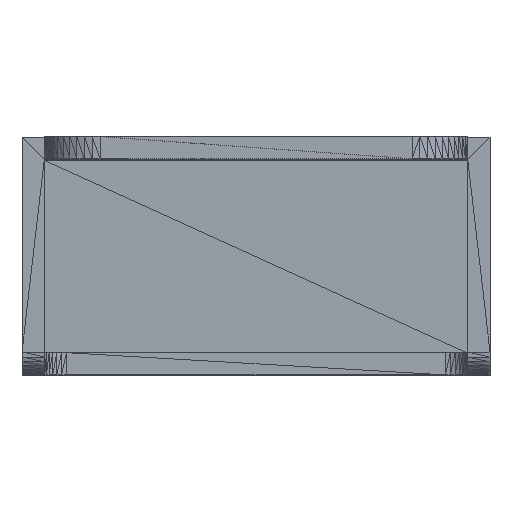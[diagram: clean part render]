
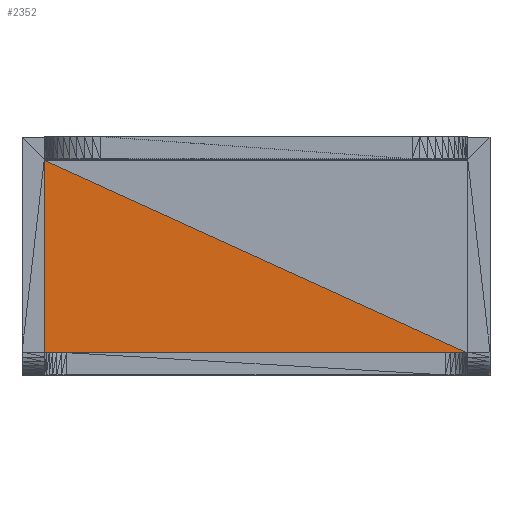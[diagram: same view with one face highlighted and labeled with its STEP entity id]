
A CAD part, top view. The second image highlights one B-rep face of the part: STEP entity #2352.
In plain terms, the highlighted planar face has unit normal (0, 0, 1).
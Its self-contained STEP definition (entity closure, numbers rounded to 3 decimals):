
#2352 = ADVANCED_FACE('',(#2353),#2367,.T.);
#2353 = FACE_BOUND('',#2354,.T.);
#2354 = EDGE_LOOP('',(#2355,#2389,#2416));
#2355 = ORIENTED_EDGE('',*,*,#2356,.T.);
#2356 = EDGE_CURVE('',#2357,#2359,#2361,.T.);
#2357 = VERTEX_POINT('',#2358);
#2358 = CARTESIAN_POINT('',(106.,113.65,2.));
#2359 = VERTEX_POINT('',#2360);
#2360 = CARTESIAN_POINT('',(106.,96.35,2.));
#2361 = SURFACE_CURVE('',#2362,(#2366,#2378),.PCURVE_S1.);
#2362 = LINE('',#2363,#2364);
#2363 = CARTESIAN_POINT('',(106.,113.65,2.));
#2364 = VECTOR('',#2365,1.);
#2365 = DIRECTION('',(0.,-1.,0.));
#2366 = PCURVE('',#2367,#2372);
#2367 = PLANE('',#2368);
#2368 = AXIS2_PLACEMENT_3D('',#2369,#2370,#2371);
#2369 = CARTESIAN_POINT('',(121.613,101.613,2.));
#2370 = DIRECTION('',(0.,0.,1.));
#2371 = DIRECTION('',(1.,0.,-0.));
#2372 = DEFINITIONAL_REPRESENTATION('',(#2373),#2377);
#2373 = LINE('',#2374,#2375);
#2374 = CARTESIAN_POINT('',(-15.613,12.037));
#2375 = VECTOR('',#2376,1.);
#2376 = DIRECTION('',(0.,-1.));
#2377 = ( GEOMETRIC_REPRESENTATION_CONTEXT(2) 
PARAMETRIC_REPRESENTATION_CONTEXT() REPRESENTATION_CONTEXT('2D SPACE',''
  ) );
#2378 = PCURVE('',#2379,#2384);
#2379 = PLANE('',#2380);
#2380 = AXIS2_PLACEMENT_3D('',#2381,#2382,#2383);
#2381 = CARTESIAN_POINT('',(106.,101.903,12.903));
#2382 = DIRECTION('',(1.,0.,0.));
#2383 = DIRECTION('',(-0.,0.,1.));
#2384 = DEFINITIONAL_REPRESENTATION('',(#2385),#2388);
#2385 = B_SPLINE_CURVE_WITH_KNOTS('',1,(#2386,#2387),.UNSPECIFIED.,.F.,
  .F.,(2,2),(0.,17.3),.PIECEWISE_BEZIER_KNOTS.);
#2386 = CARTESIAN_POINT('',(-10.903,-11.747));
#2387 = CARTESIAN_POINT('',(-10.903,5.553));
#2388 = ( GEOMETRIC_REPRESENTATION_CONTEXT(2) 
PARAMETRIC_REPRESENTATION_CONTEXT() REPRESENTATION_CONTEXT('2D SPACE',''
  ) );
#2389 = ORIENTED_EDGE('',*,*,#2390,.T.);
#2390 = EDGE_CURVE('',#2359,#2391,#2393,.T.);
#2391 = VERTEX_POINT('',#2392);
#2392 = CARTESIAN_POINT('',(144.,96.35,2.));
#2393 = SURFACE_CURVE('',#2394,(#2398,#2405),.PCURVE_S1.);
#2394 = LINE('',#2395,#2396);
#2395 = CARTESIAN_POINT('',(106.,96.35,2.));
#2396 = VECTOR('',#2397,1.);
#2397 = DIRECTION('',(1.,0.,0.));
#2398 = PCURVE('',#2367,#2399);
#2399 = DEFINITIONAL_REPRESENTATION('',(#2400),#2404);
#2400 = LINE('',#2401,#2402);
#2401 = CARTESIAN_POINT('',(-15.613,-5.263));
#2402 = VECTOR('',#2403,1.);
#2403 = DIRECTION('',(1.,0.));
#2404 = ( GEOMETRIC_REPRESENTATION_CONTEXT(2) 
PARAMETRIC_REPRESENTATION_CONTEXT() REPRESENTATION_CONTEXT('2D SPACE',''
  ) );
#2405 = PCURVE('',#2406,#2411);
#2406 = PLANE('',#2407);
#2407 = AXIS2_PLACEMENT_3D('',#2408,#2409,#2410);
#2408 = CARTESIAN_POINT('',(128.917,96.35,
    10.446));
#2409 = DIRECTION('',(0.,1.,0.));
#2410 = DIRECTION('',(1.,0.,0.));
#2411 = DEFINITIONAL_REPRESENTATION('',(#2412),#2415);
#2412 = B_SPLINE_CURVE_WITH_KNOTS('',1,(#2413,#2414),.UNSPECIFIED.,.F.,
  .F.,(2,2),(0.,38.),.PIECEWISE_BEZIER_KNOTS.);
#2413 = CARTESIAN_POINT('',(-22.917,8.446));
#2414 = CARTESIAN_POINT('',(15.083,8.446));
#2415 = ( GEOMETRIC_REPRESENTATION_CONTEXT(2) 
PARAMETRIC_REPRESENTATION_CONTEXT() REPRESENTATION_CONTEXT('2D SPACE',''
  ) );
#2416 = ORIENTED_EDGE('',*,*,#2417,.T.);
#2417 = EDGE_CURVE('',#2391,#2357,#2418,.T.);
#2418 = SURFACE_CURVE('',#2419,(#2423,#2430),.PCURVE_S1.);
#2419 = LINE('',#2420,#2421);
#2420 = CARTESIAN_POINT('',(144.,96.35,2.));
#2421 = VECTOR('',#2422,1.);
#2422 = DIRECTION('',(-0.91,0.414,0.));
#2423 = PCURVE('',#2367,#2424);
#2424 = DEFINITIONAL_REPRESENTATION('',(#2425),#2429);
#2425 = LINE('',#2426,#2427);
#2426 = CARTESIAN_POINT('',(22.387,-5.263));
#2427 = VECTOR('',#2428,1.);
#2428 = DIRECTION('',(-0.91,0.414));
#2429 = ( GEOMETRIC_REPRESENTATION_CONTEXT(2) 
PARAMETRIC_REPRESENTATION_CONTEXT() REPRESENTATION_CONTEXT('2D SPACE',''
  ) );
#2430 = PCURVE('',#2431,#2436);
#2431 = PLANE('',#2432);
#2432 = AXIS2_PLACEMENT_3D('',#2433,#2434,#2435);
#2433 = CARTESIAN_POINT('',(128.387,108.387,2.));
#2434 = DIRECTION('',(0.,0.,1.));
#2435 = DIRECTION('',(1.,0.,-0.));
#2436 = DEFINITIONAL_REPRESENTATION('',(#2437),#2440);
#2437 = B_SPLINE_CURVE_WITH_KNOTS('',1,(#2438,#2439),.UNSPECIFIED.,.F.,
  .F.,(2,2),(0.,41.753),.PIECEWISE_BEZIER_KNOTS.);
#2438 = CARTESIAN_POINT('',(15.613,-12.037));
#2439 = CARTESIAN_POINT('',(-22.387,5.263));
#2440 = ( GEOMETRIC_REPRESENTATION_CONTEXT(2) 
PARAMETRIC_REPRESENTATION_CONTEXT() REPRESENTATION_CONTEXT('2D SPACE',''
  ) );
